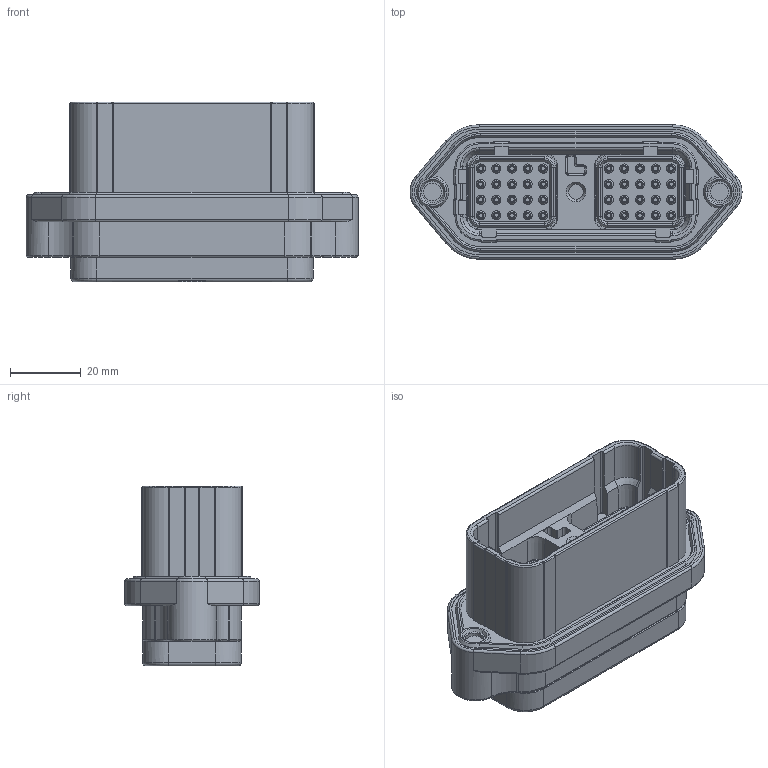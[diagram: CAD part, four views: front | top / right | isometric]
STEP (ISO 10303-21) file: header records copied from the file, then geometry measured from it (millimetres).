
FILE_DESCRIPTION((''),'2;1');
FILE_NAME('C-DRC22-40PA','2016-09-19T',('workeradm'),('Tyco Electronics Ltd.'),'CREO PARAMETRIC BY PTC INC, 2016050','CREO PARAMETRIC BY PTC INC, 2016050','');
FILE_SCHEMA(('AUTOMOTIVE_DESIGN { 1 0 10303 214 1 1 1 1 }'));
Length unit declared in the file: millimetre
Products named in the file (1): C-DRC22-40PA
Bounding box: 93.98 x 38.1 x 50.93 mm (x, y, z)
Volume: 77492.5 mm3; surface area: 21869.6 mm2
Topology: 1 solids, 1 shells, 1204 faces, 2825 edges, 1764 vertices
Faces by surface type: plane 518, cylinder 368, torus 157, cone 126, bspline 35
Entity records: 36513 total; most frequent: CARTESIAN_POINT 8034, DIRECTION 6273, ORIENTED_EDGE 5650, EDGE_CURVE 2825, AXIS2_PLACEMENT_3D 2376, VERTEX_POINT 1764, VECTOR 1521, LINE 1521
